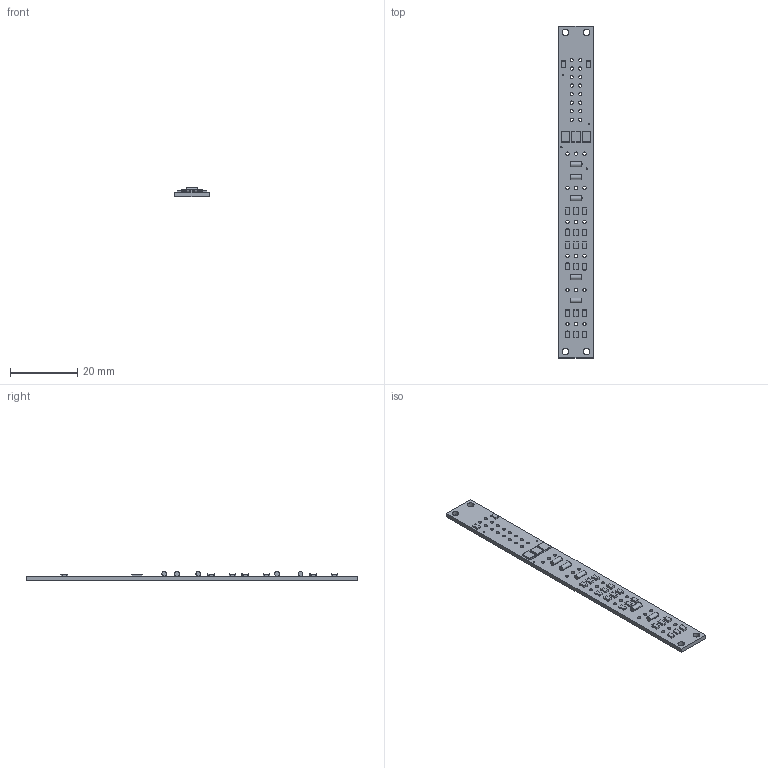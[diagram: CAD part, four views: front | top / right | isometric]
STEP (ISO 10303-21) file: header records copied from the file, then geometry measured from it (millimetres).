
FILE_DESCRIPTION(('PCB Model'),'2;1');
FILE_NAME('Otto''Powerbrick_RevB.STEP', '2018-08-06T12:34:29',('suku'),('Unspecified'), 'Open CASCADE STEP processor 6.8','Proteus','Unknown');
FILE_SCHEMA(('AUTOMOTIVE_DESIGN_CC2 { 1 2 10303 214 -1 1 5 4 }'));
Length unit declared in the file: millimetre
Products named in the file (52): Open CASCADE STEP translator 6.8 1; Layer_1; C1; Open CASCADE STEP translator 6.8 1.2.1; Body_1; Pin_1; Pin_2; C2; C3; D6; Open CASCADE STEP translator 6.8 1.5.1; R1; Open CASCADE STEP translator 6.8 1.6.1; C4; C5; C6; D7; R2; C7; C8; C9; D8; R3; F1; Open CASCADE STEP translator 6.8 1.17.1; F2; F3; L1; Open CASCADE STEP translator 6.8 1.20.1; L2; L3; D3; Open CASCADE STEP translator 6.8 1.23.1; D5; D4; D1; D2; R4; R5
Assembly tree (73 placements, depth 4):
  Open CASCADE STEP translator 6.8 1
    Layer_1
    C1
      Open CASCADE STEP translator 6.8 1.2.1
        Body_1
        Pin_1
        Pin_2
    C2
      Open CASCADE STEP translator 6.8 1.2.1
        Body_1
        Pin_1
        Pin_2
    C3
      Open CASCADE STEP translator 6.8 1.2.1
        Body_1
        Pin_1
        Pin_2
    D6
      Open CASCADE STEP translator 6.8 1.5.1
        Body_1
        Pin_1
        Pin_2
    R1
      Open CASCADE STEP translator 6.8 1.6.1
        Body_1
        Pin_1
        Pin_2
    C4
      Open CASCADE STEP translator 6.8 1.2.1
        Body_1
        Pin_1
        Pin_2
    C5
      Open CASCADE STEP translator 6.8 1.2.1
        Body_1
        Pin_1
        Pin_2
    C6
      Open CASCADE STEP translator 6.8 1.2.1
        Body_1
        Pin_1
        Pin_2
    D7
      Open CASCADE STEP translator 6.8 1.5.1
        Body_1
        Pin_1
        Pin_2
    R2
      Open CASCADE STEP translator 6.8 1.6.1
        Body_1
        Pin_1
        Pin_2
    C7
      Open CASCADE STEP translator 6.8 1.2.1
        Body_1
        Pin_1
        Pin_2
    C8
      Open CASCADE STEP translator 6.8 1.2.1
        Body_1
Bounding box: 10.16 x 99.06 x 2.7 mm (x, y, z)
Volume: 1275 mm3; surface area: 2849.2 mm2
Topology: 75 solids, 75 shells, 870 faces, 2160 edges, 1440 vertices
Faces by surface type: plane 626, cylinder 234, extrusion 10
Entity records: 10669 total; most frequent: DIRECTION 1605, CARTESIAN_POINT 1573, ORIENTED_EDGE 1416, EDGE_CURVE 708, AXIS2_PLACEMENT_3D 600, VERTEX_POINT 472, VECTOR 405, LINE 403
